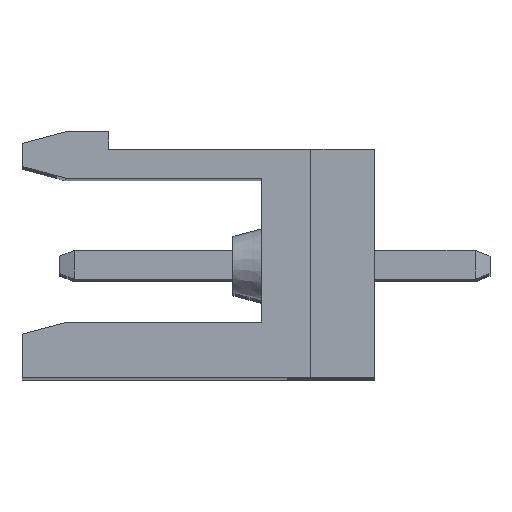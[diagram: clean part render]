
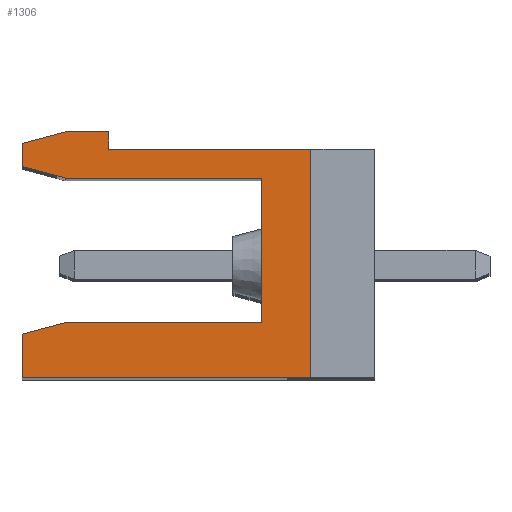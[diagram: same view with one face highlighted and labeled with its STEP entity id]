
A CAD part, top view. The second image highlights one B-rep face of the part: STEP entity #1306.
In plain terms, the highlighted planar face has unit normal (0, 0, 1).
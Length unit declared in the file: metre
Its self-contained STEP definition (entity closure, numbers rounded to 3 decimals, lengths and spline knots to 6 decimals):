
#1306=ADVANCED_FACE('',(#2860),#2861,.F.);
#2860=FACE_OUTER_BOUND('',#4660,.T.);
#2861=PLANE('',#4661);
#4660=EDGE_LOOP('',(#8372,#8373,#8374,#8375,#8376,#8377,#8378,#8379,#8380,#8381,#8382,#8383,#8384));
#4661=AXIS2_PLACEMENT_3D('',#8385,#8386,#8387);
#8372=ORIENTED_EDGE('',*,*,#11959,.F.);
#8373=ORIENTED_EDGE('',*,*,#11960,.F.);
#8374=ORIENTED_EDGE('',*,*,#11911,.F.);
#8375=ORIENTED_EDGE('',*,*,#11672,.F.);
#8376=ORIENTED_EDGE('',*,*,#11961,.T.);
#8377=ORIENTED_EDGE('',*,*,#11962,.T.);
#8378=ORIENTED_EDGE('',*,*,#11963,.T.);
#8379=ORIENTED_EDGE('',*,*,#11964,.T.);
#8380=ORIENTED_EDGE('',*,*,#11965,.T.);
#8381=ORIENTED_EDGE('',*,*,#11966,.T.);
#8382=ORIENTED_EDGE('',*,*,#11967,.T.);
#8383=ORIENTED_EDGE('',*,*,#11968,.T.);
#8384=ORIENTED_EDGE('',*,*,#11969,.F.);
#8385=CARTESIAN_POINT('',(-0.0037,0.0069,0.57324));
#8386=DIRECTION('',(0.0,0.0,-1.0));
#8387=DIRECTION('',(0.0,-1.0,0.0));
#11672=EDGE_CURVE('',#14267,#14263,#14269,.T.);
#11911=EDGE_CURVE('',#14263,#14631,#14632,.T.);
#11959=EDGE_CURVE('',#14699,#14700,#14701,.T.);
#11960=EDGE_CURVE('',#14631,#14699,#14702,.T.);
#11961=EDGE_CURVE('',#14267,#14703,#14704,.T.);
#11962=EDGE_CURVE('',#14703,#14705,#14706,.T.);
#11963=EDGE_CURVE('',#14705,#14707,#14708,.T.);
#11964=EDGE_CURVE('',#14707,#14709,#14710,.T.);
#11965=EDGE_CURVE('',#14709,#14711,#14712,.T.);
#11966=EDGE_CURVE('',#14711,#14713,#14714,.T.);
#11967=EDGE_CURVE('',#14713,#14715,#14716,.T.);
#11968=EDGE_CURVE('',#14715,#14717,#14718,.T.);
#11969=EDGE_CURVE('',#14700,#14717,#14719,.T.);
#14263=VERTEX_POINT('',#18037);
#14267=VERTEX_POINT('',#18045);
#14269=LINE('',#18048,#18049);
#14631=VERTEX_POINT('',#18583);
#14632=LINE('',#18584,#18585);
#14699=VERTEX_POINT('',#18683);
#14700=VERTEX_POINT('',#18684);
#14701=LINE('',#18685,#18686);
#14702=LINE('',#18687,#18688);
#14703=VERTEX_POINT('',#18689);
#14704=LINE('',#18690,#18691);
#14705=VERTEX_POINT('',#18692);
#14706=LINE('',#18693,#18694);
#14707=VERTEX_POINT('',#18695);
#14708=LINE('',#18696,#18697);
#14709=VERTEX_POINT('',#18698);
#14710=LINE('',#18699,#18700);
#14711=VERTEX_POINT('',#18701);
#14712=LINE('',#18702,#18703);
#14713=VERTEX_POINT('',#18704);
#14714=LINE('',#18705,#18706);
#14715=VERTEX_POINT('',#18707);
#14716=LINE('',#18708,#18709);
#14717=VERTEX_POINT('',#18710);
#14718=LINE('',#18711,#18712);
#14719=LINE('',#18713,#18714);
#18037=CARTESIAN_POINT('',(-0.0105,0.0019,0.57324));
#18045=CARTESIAN_POINT('',(-0.012,0.001498,0.57324));
#18048=CARTESIAN_POINT('',(-0.0105,0.0019,0.57324));
#18049=VECTOR('',#20832,1.0);
#18583=CARTESIAN_POINT('',(-0.0037,0.0019,0.57324));
#18584=CARTESIAN_POINT('',(-0.0037,0.0019,0.57324));
#18585=VECTOR('',#21023,1.0);
#18683=CARTESIAN_POINT('',(-0.0037,0.0069,0.57324));
#18684=CARTESIAN_POINT('',(-0.010507,0.0069,0.57324));
#18685=CARTESIAN_POINT('',(-0.010507,0.0069,0.57324));
#18686=VECTOR('',#21058,1.0);
#18687=CARTESIAN_POINT('',(-0.0037,0.0069,0.57324));
#18688=VECTOR('',#21059,1.0);
#18689=CARTESIAN_POINT('',(-0.012,0.,0.57324));
#18690=CARTESIAN_POINT('',(-0.012,0.0082,0.57324));
#18691=VECTOR('',#21060,1.0);
#18692=CARTESIAN_POINT('',(-0.002,0.,0.57324));
#18693=CARTESIAN_POINT('',(-0.012,0.,0.57324));
#18694=VECTOR('',#21061,1.0);
#18695=CARTESIAN_POINT('',(-0.002,0.0079,0.57324));
#18696=CARTESIAN_POINT('',(-0.002,0.0079,0.57324));
#18697=VECTOR('',#21062,1.0);
#18698=CARTESIAN_POINT('',(-0.009,0.0079,0.57324));
#18699=CARTESIAN_POINT('',(-0.0022,0.0079,0.57324));
#18700=VECTOR('',#21063,1.0);
#18701=CARTESIAN_POINT('',(-0.009,0.0085,0.57324));
#18702=CARTESIAN_POINT('',(-0.009,0.0081,0.57324));
#18703=VECTOR('',#21064,1.0);
#18704=CARTESIAN_POINT('',(-0.010507,0.0085,0.57324));
#18705=CARTESIAN_POINT('',(-0.009,0.0085,0.57324));
#18706=VECTOR('',#21065,1.0);
#18707=CARTESIAN_POINT('',(-0.012,0.0081,0.57324));
#18708=CARTESIAN_POINT('',(-0.010507,0.0085,0.57324));
#18709=VECTOR('',#21066,1.0);
#18710=CARTESIAN_POINT('',(-0.012,0.0073,0.57324));
#18711=CARTESIAN_POINT('',(-0.012,0.0082,0.57324));
#18712=VECTOR('',#21067,1.0);
#18713=CARTESIAN_POINT('',(-0.012,0.0073,0.57324));
#18714=VECTOR('',#21068,1.0);
#20832=DIRECTION('',(0.966,0.259,0.0));
#21023=DIRECTION('',(1.0,0.0,0.0));
#21058=DIRECTION('',(-1.0,0.0,0.0));
#21059=DIRECTION('',(0.,1.0,0.0));
#21060=DIRECTION('',(0.0,-1.0,0.0));
#21061=DIRECTION('',(1.0,0.0,0.0));
#21062=DIRECTION('',(0.0,1.0,0.0));
#21063=DIRECTION('',(-1.0,0.0,0.0));
#21064=DIRECTION('',(0.,1.0,0.0));
#21065=DIRECTION('',(-1.0,0.0,0.0));
#21066=DIRECTION('',(-0.966,-0.259,0.0));
#21067=DIRECTION('',(0.0,-1.0,0.0));
#21068=DIRECTION('',(-0.966,0.259,0.0));
